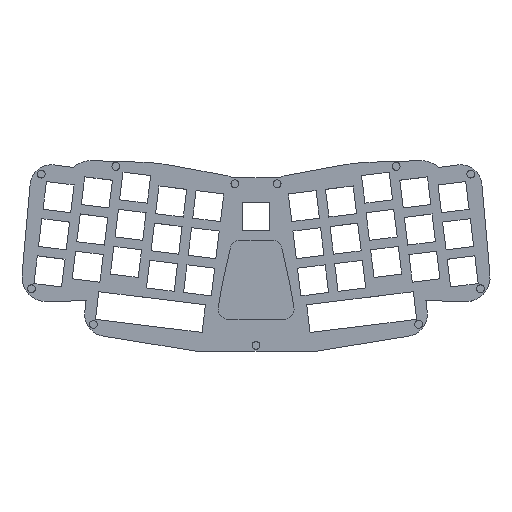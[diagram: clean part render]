
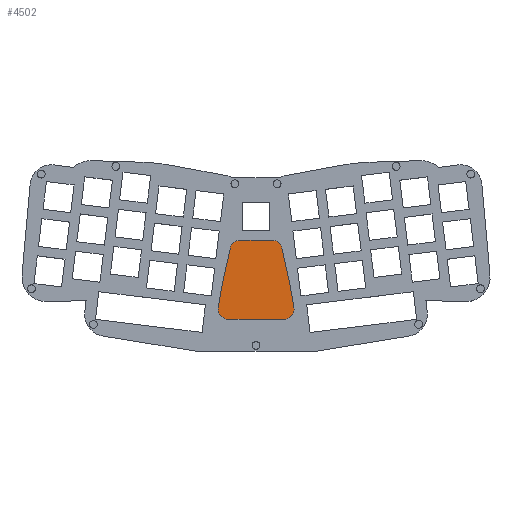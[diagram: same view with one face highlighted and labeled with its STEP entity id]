
A CAD part, top view. The second image highlights one B-rep face of the part: STEP entity #4502.
In plain terms, the highlighted planar face has unit normal (0, 0, 1).
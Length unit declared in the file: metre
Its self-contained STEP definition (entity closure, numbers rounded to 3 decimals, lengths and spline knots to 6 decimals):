
#106=CIRCLE('',#4808,0.005);
#107=CIRCLE('',#4811,0.005);
#108=CIRCLE('',#4815,0.005);
#109=CIRCLE('',#4818,0.005);
#1359=ORIENTED_EDGE('',*,*,#1981,.F.);
#1360=ORIENTED_EDGE('',*,*,#1982,.T.);
#1361=ORIENTED_EDGE('',*,*,#1965,.F.);
#1362=ORIENTED_EDGE('',*,*,#1967,.F.);
#1363=ORIENTED_EDGE('',*,*,#1969,.T.);
#1364=ORIENTED_EDGE('',*,*,#1971,.F.);
#1365=ORIENTED_EDGE('',*,*,#1973,.T.);
#1366=ORIENTED_EDGE('',*,*,#1975,.T.);
#1367=ORIENTED_EDGE('',*,*,#1977,.F.);
#1368=ORIENTED_EDGE('',*,*,#1979,.T.);
#1965=EDGE_CURVE('',#2383,#2382,#2906,.T.);
#1967=EDGE_CURVE('',#2384,#2383,#2908,.T.);
#1969=EDGE_CURVE('',#2384,#2385,#106,.T.);
#1971=EDGE_CURVE('',#2386,#2385,#2911,.F.);
#1973=EDGE_CURVE('',#2386,#2387,#107,.T.);
#1975=EDGE_CURVE('',#2387,#2388,#2914,.T.);
#1977=EDGE_CURVE('',#2389,#2388,#2916,.T.);
#1979=EDGE_CURVE('',#2389,#2390,#108,.T.);
#1981=EDGE_CURVE('',#2391,#2390,#2919,.T.);
#1982=EDGE_CURVE('',#2391,#2382,#109,.T.);
#2382=VERTEX_POINT('',#7209);
#2383=VERTEX_POINT('',#7211);
#2384=VERTEX_POINT('',#7215);
#2385=VERTEX_POINT('',#7219);
#2386=VERTEX_POINT('',#7223);
#2387=VERTEX_POINT('',#7227);
#2388=VERTEX_POINT('',#7231);
#2389=VERTEX_POINT('',#7235);
#2390=VERTEX_POINT('',#7239);
#2391=VERTEX_POINT('',#7243);
#2906=LINE('',#7212,#3434);
#2908=LINE('',#7216,#3436);
#2911=LINE('',#7224,#3439);
#2914=LINE('',#7232,#3442);
#2916=LINE('',#7236,#3444);
#2919=LINE('',#7244,#3447);
#3434=VECTOR('',#5916,1.);
#3436=VECTOR('',#5920,1.);
#3439=VECTOR('',#5929,1.);
#3442=VECTOR('',#5938,1.);
#3444=VECTOR('',#5942,1.);
#3447=VECTOR('',#5951,1.);
#3766=EDGE_LOOP('',(#1359,#1360,#1361,#1362,#1363,#1364,#1365,#1366,#1367,
#1368));
#4085=FACE_BOUND('',#3766,.T.);
#4272=PLANE('',#4819);
#4502=ADVANCED_FACE('',(#4085),#4272,.T.);
#4808=AXIS2_PLACEMENT_3D('',#7220,#5924,#5925);
#4811=AXIS2_PLACEMENT_3D('',#7228,#5933,#5934);
#4815=AXIS2_PLACEMENT_3D('',#7240,#5946,#5947);
#4818=AXIS2_PLACEMENT_3D('',#7246,#5954,#5955);
#4819=AXIS2_PLACEMENT_3D('',#7247,#5956,#5957);
#5916=DIRECTION('',(0.22,0.976,0.));
#5920=DIRECTION('',(0.164,0.986,0.));
#5924=DIRECTION('',(0.,0.,1.));
#5925=DIRECTION('',(1.,0.,0.));
#5929=DIRECTION('',(1.,0.,0.));
#5933=DIRECTION('',(0.,0.,1.));
#5934=DIRECTION('',(1.,0.,0.));
#5938=DIRECTION('',(-0.164,0.986,0.));
#5942=DIRECTION('',(0.219,-0.976,0.));
#5946=DIRECTION('',(0.,0.,1.));
#5947=DIRECTION('',(1.,0.,0.));
#5951=DIRECTION('',(1.,0.,0.));
#5954=DIRECTION('',(0.,0.,1.));
#5955=DIRECTION('',(1.,0.,0.));
#5956=DIRECTION('',(0.,0.,1.));
#5957=DIRECTION('',(1.,0.,0.));
#7209=CARTESIAN_POINT('',(-0.013098,0.00287,0.0025));
#7211=CARTESIAN_POINT('',(-0.017133,-0.015046,0.0025));
#7212=CARTESIAN_POINT('',(-0.015115,-0.006088,0.0025));
#7215=CARTESIAN_POINT('',(-0.019213,-0.027553,0.0025));
#7216=CARTESIAN_POINT('',(-0.018173,-0.021299,0.0025));
#7219=CARTESIAN_POINT('',(-0.014281,-0.033373,0.0025));
#7220=CARTESIAN_POINT('',(-0.014281,-0.028373,0.0025));
#7223=CARTESIAN_POINT('',(0.014361,-0.033373,0.0025));
#7224=CARTESIAN_POINT('',(0.,-0.033373,0.0025));
#7227=CARTESIAN_POINT('',(0.019293,-0.027553,0.0025));
#7228=CARTESIAN_POINT('',(0.014361,-0.028373,0.0025));
#7231=CARTESIAN_POINT('',(0.017213,-0.015046,0.0025));
#7232=CARTESIAN_POINT('',(0.018253,-0.021299,0.0025));
#7235=CARTESIAN_POINT('',(0.013183,0.002869,0.0025));
#7236=CARTESIAN_POINT('',(0.015198,-0.006089,0.0025));
#7239=CARTESIAN_POINT('',(0.008305,0.006771,0.0025));
#7240=CARTESIAN_POINT('',(0.008305,0.001771,0.0025));
#7243=CARTESIAN_POINT('',(-0.00822,0.006771,0.0025));
#7244=CARTESIAN_POINT('',(0.,0.006771,0.0025));
#7246=CARTESIAN_POINT('',(-0.00822,0.001771,0.0025));
#7247=CARTESIAN_POINT('',(0.,-0.001194,0.0025));
